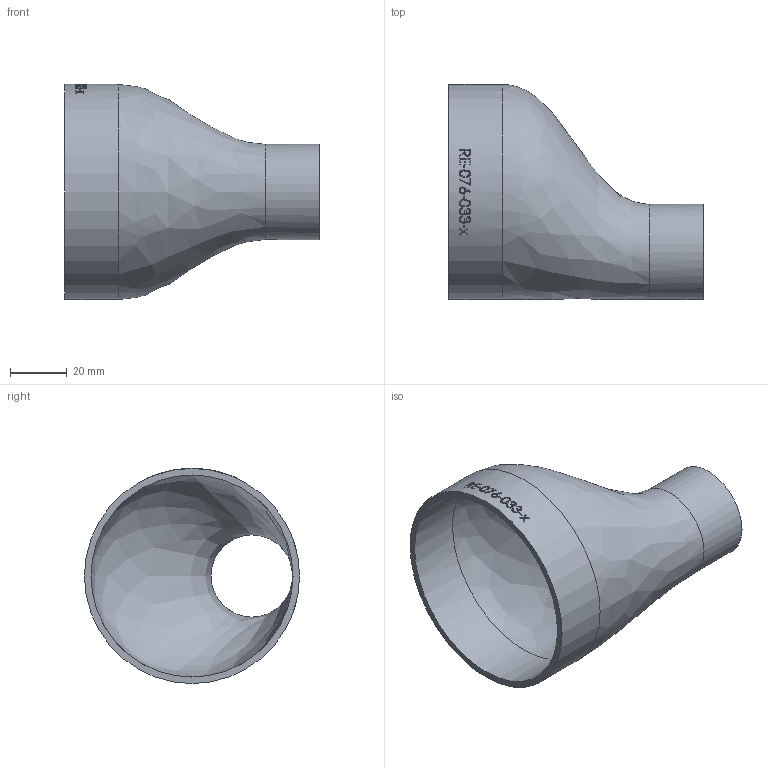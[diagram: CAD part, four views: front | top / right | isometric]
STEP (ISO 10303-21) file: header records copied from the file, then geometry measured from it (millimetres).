
FILE_DESCRIPTION (( 'STEP AP214' ), '1' );
FILE_NAME ('RE-076-033-x Reduzierung Exzenter 76,1x33,7x2,3x2,0 BL90 2012.STEP', '2020-12-30T13:30:12', ( '' ), ( '' ), 'SwSTEP 2.0', 'SolidWorks 2019', '' );
FILE_SCHEMA (( 'AUTOMOTIVE_DESIGN' ));
Length unit declared in the file: millimetre
Products named in the file (1): RE-076-033-x Reduzierung Exzenter 76,1x33,7x2,3x2,0 BL90 2012
Bounding box: 90 x 76.1 x 76.1 mm (x, y, z)
Volume: 36948.5 mm3; surface area: 32723.6 mm2
Topology: 1 solids, 1 shells, 149 faces, 394 edges, 262 vertices
Faces by surface type: bspline 79, plane 47, cylinder 21, cone 1, torus 1
Full cylindrical faces by diameter (mm): 29.1 x1, 33.7 x1, 71.5 x1, 76.1 x1
Entity records: 18638 total; most frequent: CARTESIAN_POINT 14197, ORIENTED_EDGE 752, EDGE_CURVE 376, DIRECTION 329, VERTEX_POINT 254, B_SPLINE_CURVE_WITH_KNOTS 248, EDGE_LOOP 174, FACE_OUTER_BOUND 155
